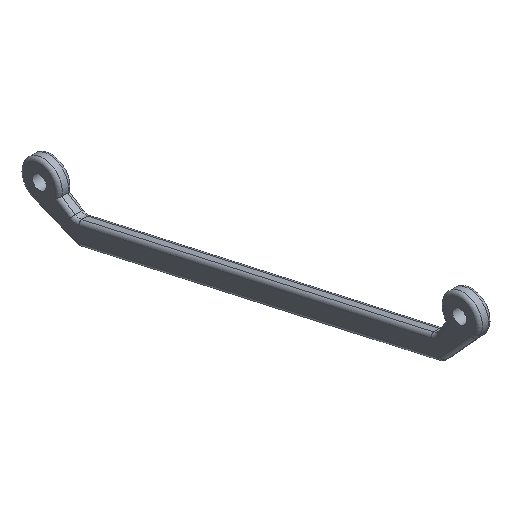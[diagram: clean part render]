
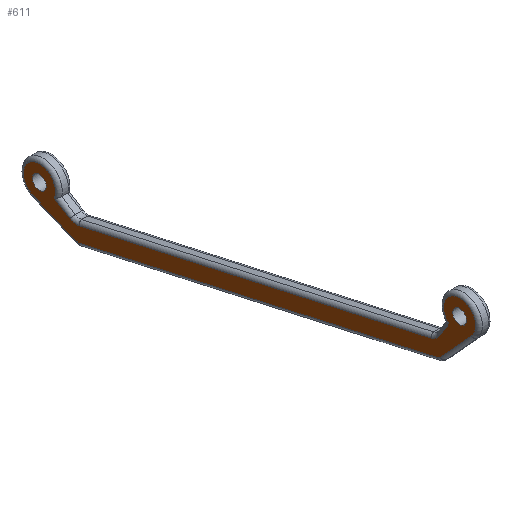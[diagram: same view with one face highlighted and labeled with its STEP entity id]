
A CAD part, isometric view. The second image highlights one B-rep face of the part: STEP entity #611.
In plain terms, the highlighted planar face has unit normal (-1, 0, 0).
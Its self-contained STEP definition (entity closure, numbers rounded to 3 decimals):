
#15=FACE_BOUND('',#182,.T.);
#16=FACE_BOUND('',#183,.T.);
#22=PLANE('',#690);
#28=LINE('',#979,#66);
#30=LINE('',#991,#68);
#32=LINE('',#1003,#70);
#33=LINE('',#1025,#71);
#36=LINE('',#1040,#74);
#38=LINE('',#1049,#76);
#66=VECTOR('',#750,10.);
#68=VECTOR('',#764,10.);
#70=VECTOR('',#778,10.);
#71=VECTOR('',#787,10.);
#74=VECTOR('',#804,10.);
#76=VECTOR('',#816,10.);
#141=FACE_OUTER_BOUND('',#181,.T.);
#181=EDGE_LOOP('',(#473,#474,#475,#476,#477,#478,#479,#480,#481,#482,#483,
#484));
#182=EDGE_LOOP('',(#485));
#183=EDGE_LOOP('',(#486));
#211=CIRCLE('',#648,3.7);
#217=CIRCLE('',#656,1.2);
#221=CIRCLE('',#662,1.2);
#224=CIRCLE('',#667,3.7);
#228=CIRCLE('',#673,2.8);
#232=CIRCLE('',#679,2.8);
#236=CIRCLE('',#691,1.6);
#237=CIRCLE('',#692,1.6);
#259=VERTEX_POINT('',#953);
#260=VERTEX_POINT('',#954);
#263=VERTEX_POINT('',#975);
#265=VERTEX_POINT('',#981);
#267=VERTEX_POINT('',#987);
#269=VERTEX_POINT('',#993);
#271=VERTEX_POINT('',#999);
#274=VERTEX_POINT('',#1007);
#275=VERTEX_POINT('',#1024);
#277=VERTEX_POINT('',#1030);
#279=VERTEX_POINT('',#1036);
#281=VERTEX_POINT('',#1042);
#290=VERTEX_POINT('',#1077);
#291=VERTEX_POINT('',#1079);
#311=EDGE_CURVE('',#259,#260,#211,.T.);
#317=EDGE_CURVE('',#260,#263,#28,.T.);
#320=EDGE_CURVE('',#263,#265,#217,.T.);
#323=EDGE_CURVE('',#265,#267,#30,.T.);
#326=EDGE_CURVE('',#267,#269,#221,.T.);
#329=EDGE_CURVE('',#269,#271,#32,.T.);
#331=EDGE_CURVE('',#271,#274,#224,.T.);
#333=EDGE_CURVE('',#274,#275,#33,.T.);
#338=EDGE_CURVE('',#275,#277,#228,.T.);
#341=EDGE_CURVE('',#277,#279,#36,.T.);
#344=EDGE_CURVE('',#279,#281,#232,.T.);
#346=EDGE_CURVE('',#281,#259,#38,.T.);
#360=EDGE_CURVE('',#290,#290,#236,.T.);
#361=EDGE_CURVE('',#291,#291,#237,.T.);
#473=ORIENTED_EDGE('',*,*,#311,.F.);
#474=ORIENTED_EDGE('',*,*,#346,.F.);
#475=ORIENTED_EDGE('',*,*,#344,.F.);
#476=ORIENTED_EDGE('',*,*,#341,.F.);
#477=ORIENTED_EDGE('',*,*,#338,.F.);
#478=ORIENTED_EDGE('',*,*,#333,.F.);
#479=ORIENTED_EDGE('',*,*,#331,.F.);
#480=ORIENTED_EDGE('',*,*,#329,.F.);
#481=ORIENTED_EDGE('',*,*,#326,.F.);
#482=ORIENTED_EDGE('',*,*,#323,.F.);
#483=ORIENTED_EDGE('',*,*,#320,.F.);
#484=ORIENTED_EDGE('',*,*,#317,.F.);
#485=ORIENTED_EDGE('',*,*,#360,.F.);
#486=ORIENTED_EDGE('',*,*,#361,.F.);
#611=ADVANCED_FACE('',(#141,#15,#16),#22,.F.);
#648=AXIS2_PLACEMENT_3D('',#955,#739,#740);
#656=AXIS2_PLACEMENT_3D('',#985,#757,#758);
#662=AXIS2_PLACEMENT_3D('',#997,#771,#772);
#667=AXIS2_PLACEMENT_3D('',#1008,#783,#784);
#673=AXIS2_PLACEMENT_3D('',#1034,#797,#798);
#679=AXIS2_PLACEMENT_3D('',#1046,#811,#812);
#690=AXIS2_PLACEMENT_3D('',#1076,#845,#846);
#691=AXIS2_PLACEMENT_3D('',#1078,#847,#848);
#692=AXIS2_PLACEMENT_3D('',#1080,#849,#850);
#739=DIRECTION('center_axis',(1.,0.,0.));
#740=DIRECTION('ref_axis',(0.,-0.029,1.));
#750=DIRECTION('',(0.,0.674,-0.738));
#757=DIRECTION('center_axis',(1.,0.,0.));
#758=DIRECTION('ref_axis',(0.,-0.502,-0.865));
#764=DIRECTION('',(0.,0.976,-0.218));
#771=DIRECTION('center_axis',(1.,0.,0.));
#772=DIRECTION('ref_axis',(0.,0.085,-0.996));
#778=DIRECTION('',(0.,0.925,0.381));
#783=DIRECTION('center_axis',(1.,0.,0.));
#784=DIRECTION('ref_axis',(0.,0.452,0.892));
#787=DIRECTION('',(0.,-0.844,-0.536));
#797=DIRECTION('center_axis',(-1.,0.,0.));
#798=DIRECTION('ref_axis',(0.,0.172,-0.985));
#804=DIRECTION('',(0.,-0.976,0.218));
#811=DIRECTION('center_axis',(-1.,0.,0.));
#812=DIRECTION('ref_axis',(0.,-0.575,-0.818));
#816=DIRECTION('',(0.,-0.536,0.844));
#845=DIRECTION('center_axis',(1.,0.,0.));
#846=DIRECTION('ref_axis',(0.,0.,-1.));
#847=DIRECTION('center_axis',(-1.,0.,0.));
#848=DIRECTION('ref_axis',(0.,0.,-1.));
#849=DIRECTION('center_axis',(-1.,0.,0.));
#850=DIRECTION('ref_axis',(0.,0.,-1.));
#953=CARTESIAN_POINT('',(20.1,105.178,-41.765));
#954=CARTESIAN_POINT('',(20.1,99.958,-41.521));
#955=CARTESIAN_POINT('Origin',(20.1,102.69,-39.026));
#975=CARTESIAN_POINT('',(20.1,107.205,-49.458));
#979=CARTESIAN_POINT('',(20.1,114.192,-57.11));
#981=CARTESIAN_POINT('',(20.1,107.829,-49.82));
#985=CARTESIAN_POINT('Origin',(20.1,108.091,-48.649));
#987=CARTESIAN_POINT('',(20.1,190.527,-68.308));
#991=CARTESIAN_POINT('',(20.1,128.409,-54.421));
#993=CARTESIAN_POINT('',(20.1,191.246,-68.246));
#997=CARTESIAN_POINT('Origin',(20.1,190.789,-67.137));
#999=CARTESIAN_POINT('',(20.1,201.183,-64.151));
#1003=CARTESIAN_POINT('',(20.1,176.736,-74.226));
#1007=CARTESIAN_POINT('',(20.1,196.356,-62.149));
#1008=CARTESIAN_POINT('Origin',(20.1,199.773,-60.73));
#1024=CARTESIAN_POINT('',(20.1,192.699,-64.469));
#1025=CARTESIAN_POINT('',(20.1,182.333,-71.047));
#1030=CARTESIAN_POINT('',(20.1,190.588,-64.838));
#1034=CARTESIAN_POINT('Origin',(20.1,191.198,-62.105));
#1036=CARTESIAN_POINT('',(20.1,109.252,-46.654));
#1040=CARTESIAN_POINT('',(20.1,170.871,-60.43));
#1042=CARTESIAN_POINT('',(20.1,107.499,-45.422));
#1046=CARTESIAN_POINT('Origin',(20.1,109.863,-43.922));
#1049=CARTESIAN_POINT('',(20.1,115.458,-57.965));
#1076=CARTESIAN_POINT('Origin',(20.1,151.232,-51.876));
#1077=CARTESIAN_POINT('',(20.1,199.773,-59.13));
#1078=CARTESIAN_POINT('Origin',(20.1,199.773,-60.73));
#1079=CARTESIAN_POINT('',(20.1,102.69,-37.426));
#1080=CARTESIAN_POINT('Origin',(20.1,102.69,-39.026));
